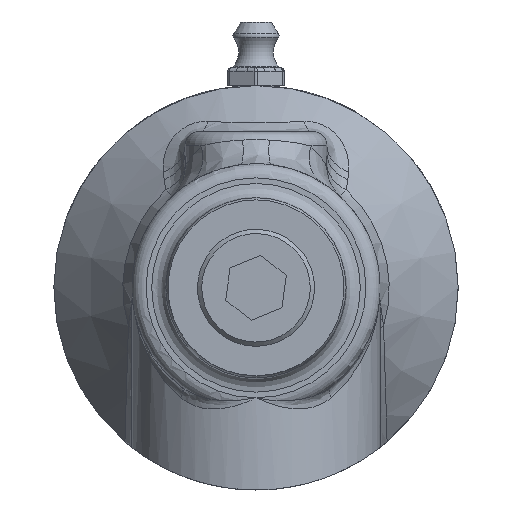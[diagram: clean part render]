
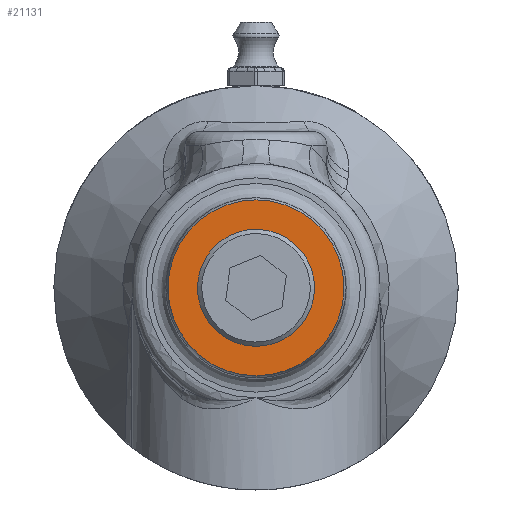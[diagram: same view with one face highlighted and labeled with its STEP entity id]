
A CAD part, left-side view. The second image highlights one B-rep face of the part: STEP entity #21131.
In plain terms, the highlighted planar face has unit normal (-1, 0, 0).
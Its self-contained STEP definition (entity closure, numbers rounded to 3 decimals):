
#84=CARTESIAN_POINT('',(-84.05,7.83,-2.597));
#85=VERTEX_POINT('',#84);
#86=CARTESIAN_POINT('',(-84.05,0.,0.));
#87=DIRECTION('',(1.0,0.,0.));
#88=DIRECTION('',(0.,-0.949,0.315));
#89=AXIS2_PLACEMENT_3D('',#86,#87,#88);
#90=CIRCLE('',#89,8.25);
#91=EDGE_CURVE('',#85,#85,#90,.T.);
#21112=CARTESIAN_POINT('',(-84.05,29.847,0.0));
#21113=DIRECTION('',(1.0,0.0,0.0));
#21114=DIRECTION('',(0.0,0.0,-1.0));
#21115=AXIS2_PLACEMENT_3D('',#21112,#21113,#21114);
#21116=PLANE('',#21115);
#21117=CARTESIAN_POINT('',(-84.05,0.,12.402));
#21118=VERTEX_POINT('',#21117);
#21119=CARTESIAN_POINT('',(-84.05,0.0,0.0));
#21120=DIRECTION('',(1.0,0.0,0.0));
#21121=DIRECTION('',(0.0,0.0,-1.0));
#21122=AXIS2_PLACEMENT_3D('',#21119,#21120,#21121);
#21123=CIRCLE('',#21122,12.402);
#21124=EDGE_CURVE('',#21118,#21118,#21123,.T.);
#21125=ORIENTED_EDGE('',*,*,#21124,.F.);
#21126=EDGE_LOOP('',(#21125));
#21127=FACE_OUTER_BOUND('',#21126,.T.);
#21128=ORIENTED_EDGE('',*,*,#91,.T.);
#21129=EDGE_LOOP('',(#21128));
#21130=FACE_BOUND('',#21129,.T.);
#21131=ADVANCED_FACE('',(#21127,#21130),#21116,.F.);
